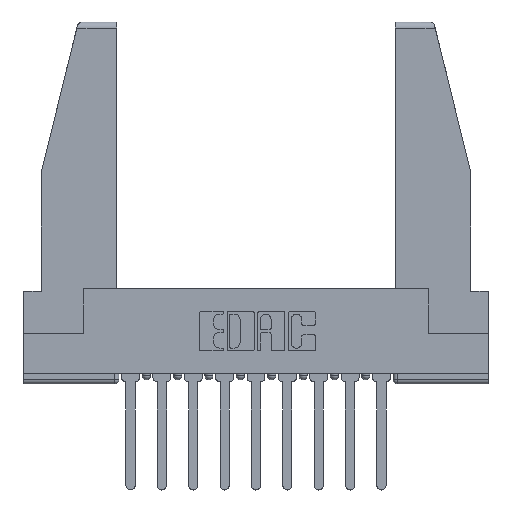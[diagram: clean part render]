
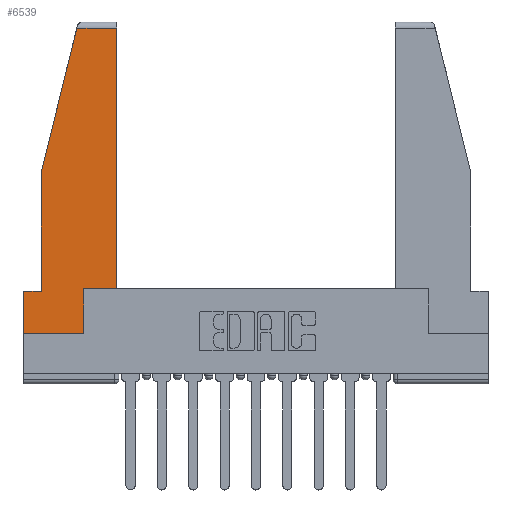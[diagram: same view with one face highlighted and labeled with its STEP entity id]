
A CAD part, top view. The second image highlights one B-rep face of the part: STEP entity #6539.
In plain terms, the highlighted planar face has unit normal (0, 0, 1).
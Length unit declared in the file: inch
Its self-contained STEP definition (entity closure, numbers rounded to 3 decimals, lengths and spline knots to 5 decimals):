
#83 = VERTEX_POINT ( 'NONE', #1873 ) ;
#358 = VECTOR ( 'NONE', #5458, 39.37008 ) ;
#437 = LINE ( 'NONE', #5791, #8423 ) ;
#956 = VECTOR ( 'NONE', #2067, 39.37008 ) ;
#1596 = LINE ( 'NONE', #1676, #7047 ) ;
#1676 = CARTESIAN_POINT ( 'NONE',  ( 0., 0., 0. ) ) ;
#1842 = EDGE_CURVE ( 'NONE', #7211, #8717, #437, .T. ) ;
#1873 = CARTESIAN_POINT ( 'NONE',  ( 0.086, 0.21, 0. ) ) ;
#2067 = DIRECTION ( 'NONE',  ( -0.239, -0.971, 0. ) ) ;
#2144 = EDGE_CURVE ( 'NONE', #10296, #8590, #1596, .T. ) ;
#2266 = ORIENTED_EDGE ( 'NONE', *, *, #9240, .T. ) ;
#2303 = CARTESIAN_POINT ( 'NONE',  ( 0.297, 0., 0. ) ) ;
#2335 = CARTESIAN_POINT ( 'NONE',  ( 0., 0.21, 0. ) ) ;
#2784 = EDGE_CURVE ( 'NONE', #8327, #7211, #5112, .T. ) ;
#2789 = CARTESIAN_POINT ( 'NONE',  ( 0., 0., 0. ) ) ;
#2862 = VERTEX_POINT ( 'NONE', #8696 ) ;
#3285 = EDGE_CURVE ( 'NONE', #83, #8315, #5740, .T. ) ;
#3387 = VECTOR ( 'NONE', #9503, 39.37008 ) ;
#3433 = CARTESIAN_POINT ( 'NONE',  ( 0.271, 1.55, 0. ) ) ;
#3565 = ORIENTED_EDGE ( 'NONE', *, *, #2144, .T. ) ;
#3918 = DIRECTION ( 'NONE',  ( 0., 1., 0. ) ) ;
#4419 = ORIENTED_EDGE ( 'NONE', *, *, #3285, .T. ) ;
#4450 = DIRECTION ( 'NONE',  ( 0., -1., 0. ) ) ;
#4488 = AXIS2_PLACEMENT_3D ( 'NONE', #6223, #8947, #13325 ) ;
#4599 = ORIENTED_EDGE ( 'NONE', *, *, #1842, .T. ) ;
#4783 = DIRECTION ( 'NONE',  ( -1., 0., 0. ) ) ;
#5112 = LINE ( 'NONE', #6057, #3387 ) ;
#5269 = ORIENTED_EDGE ( 'NONE', *, *, #7944, .T. ) ;
#5458 = DIRECTION ( 'NONE',  ( 0., -1., 0. ) ) ;
#5740 = LINE ( 'NONE', #12447, #6390 ) ;
#5791 = CARTESIAN_POINT ( 'NONE',  ( 0.461, 0.223, 0. ) ) ;
#6057 = CARTESIAN_POINT ( 'NONE',  ( 0.297, 0.223, 0. ) ) ;
#6223 = CARTESIAN_POINT ( 'NONE',  ( 0., 0., 0. ) ) ;
#6237 = EDGE_CURVE ( 'NONE', #2862, #83, #11972, .T. ) ;
#6390 = VECTOR ( 'NONE', #4783, 39.37008 ) ;
#6539 = ADVANCED_FACE ( 'NONE', ( #7312 ), #11640, .T. ) ;
#6973 = VECTOR ( 'NONE', #12467, 39.37008 ) ;
#7047 = VECTOR ( 'NONE', #7335, 39.37008 ) ;
#7211 = VERTEX_POINT ( 'NONE', #12163 ) ;
#7235 = EDGE_LOOP ( 'NONE', ( #4599, #5269, #7726, #12199, #4419, #7842, #3565, #2266, #11390 ) ) ;
#7312 = FACE_OUTER_BOUND ( 'NONE', #7235, .T. ) ;
#7335 = DIRECTION ( 'NONE',  ( 1., 0., 0. ) ) ;
#7574 = EDGE_CURVE ( 'NONE', #8315, #10296, #11033, .T. ) ;
#7711 = VECTOR ( 'NONE', #4450, 39.37008 ) ;
#7726 = ORIENTED_EDGE ( 'NONE', *, *, #10473, .T. ) ;
#7842 = ORIENTED_EDGE ( 'NONE', *, *, #7574, .T. ) ;
#7944 = EDGE_CURVE ( 'NONE', #8717, #13631, #13463, .T. ) ;
#8156 = DIRECTION ( 'NONE',  ( -1., 0., 0. ) ) ;
#8315 = VERTEX_POINT ( 'NONE', #10992 ) ;
#8327 = VERTEX_POINT ( 'NONE', #12954 ) ;
#8423 = VECTOR ( 'NONE', #3918, 39.37008 ) ;
#8563 = CARTESIAN_POINT ( 'NONE',  ( 0.461, 1.52, 0. ) ) ;
#8590 = VERTEX_POINT ( 'NONE', #2303 ) ;
#8696 = CARTESIAN_POINT ( 'NONE',  ( 0.086, 0.8, 0. ) ) ;
#8717 = VERTEX_POINT ( 'NONE', #8563 ) ;
#8947 = DIRECTION ( 'NONE',  ( 0., 0., 1. ) ) ;
#9076 = CARTESIAN_POINT ( 'NONE',  ( 0., 1.52, 0. ) ) ;
#9240 = EDGE_CURVE ( 'NONE', #8590, #8327, #12326, .T. ) ;
#9503 = DIRECTION ( 'NONE',  ( 1., 0., 0. ) ) ;
#10296 = VERTEX_POINT ( 'NONE', #2789 ) ;
#10473 = EDGE_CURVE ( 'NONE', #13631, #2862, #13279, .T. ) ;
#10852 = VECTOR ( 'NONE', #8156, 39.37008 ) ;
#10992 = CARTESIAN_POINT ( 'NONE',  ( 0., 0.21, 0. ) ) ;
#11033 = LINE ( 'NONE', #2335, #7711 ) ;
#11390 = ORIENTED_EDGE ( 'NONE', *, *, #2784, .T. ) ;
#11640 = PLANE ( 'NONE',  #4488 ) ;
#11972 = LINE ( 'NONE', #13053, #358 ) ;
#12163 = CARTESIAN_POINT ( 'NONE',  ( 0.461, 0.223, 0. ) ) ;
#12199 = ORIENTED_EDGE ( 'NONE', *, *, #6237, .T. ) ;
#12326 = LINE ( 'NONE', #13345, #6973 ) ;
#12447 = CARTESIAN_POINT ( 'NONE',  ( 0., 0.21, 0. ) ) ;
#12467 = DIRECTION ( 'NONE',  ( 0., 1., 0. ) ) ;
#12954 = CARTESIAN_POINT ( 'NONE',  ( 0.297, 0.223, 0. ) ) ;
#12973 = CARTESIAN_POINT ( 'NONE',  ( 0.2636, 1.52, 0. ) ) ;
#13053 = CARTESIAN_POINT ( 'NONE',  ( 0.086, 0.8, 0. ) ) ;
#13279 = LINE ( 'NONE', #3433, #956 ) ;
#13325 = DIRECTION ( 'NONE',  ( 1., 0., 0. ) ) ;
#13345 = CARTESIAN_POINT ( 'NONE',  ( 0.297, 0., 0. ) ) ;
#13463 = LINE ( 'NONE', #9076, #10852 ) ;
#13631 = VERTEX_POINT ( 'NONE', #12973 ) ;
